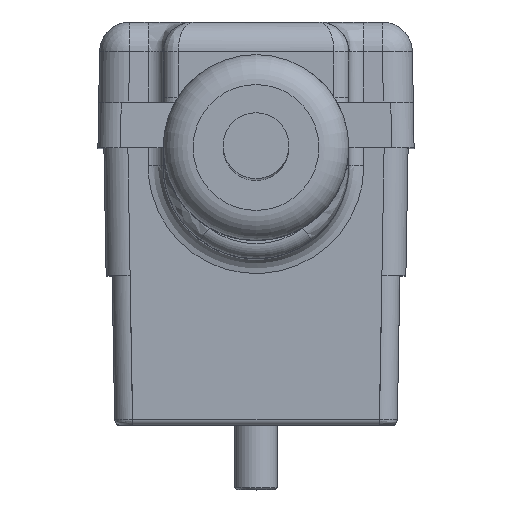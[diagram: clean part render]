
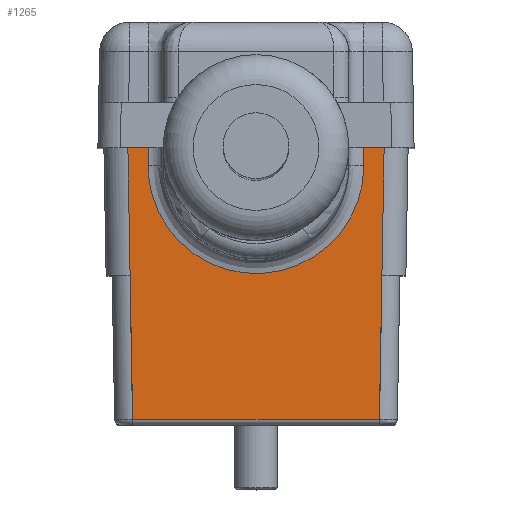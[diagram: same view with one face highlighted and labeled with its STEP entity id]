
A CAD part, top view. The second image highlights one B-rep face of the part: STEP entity #1265.
In plain terms, the highlighted planar face has unit normal (0, -0.018, 1).
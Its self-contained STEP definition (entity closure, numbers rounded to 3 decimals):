
#68=PLANE('',#4041);
#206=FACE_OUTER_BOUND('',#1613,.T.);
#413=ELLIPSE('',#4040,7.201,7.2);
#482=LINE('',#5535,#872);
#483=LINE('',#5538,#873);
#484=LINE('',#5540,#874);
#485=LINE('',#5542,#875);
#486=LINE('',#5544,#876);
#487=LINE('',#5546,#877);
#488=LINE('',#5547,#878);
#489=LINE('',#5551,#879);
#490=LINE('',#5552,#880);
#491=LINE('',#5554,#881);
#492=LINE('',#5556,#882);
#872=VECTOR('',#4414,1.);
#873=VECTOR('',#4415,1.);
#874=VECTOR('',#4416,1.);
#875=VECTOR('',#4417,1.);
#876=VECTOR('',#4418,1.);
#877=VECTOR('',#4419,1.);
#878=VECTOR('',#4420,1.);
#879=VECTOR('',#4423,1.);
#880=VECTOR('',#4424,1.);
#881=VECTOR('',#4425,1.);
#882=VECTOR('',#4426,1.);
#1265=ADVANCED_FACE('',(#206),#68,.T.);
#1613=EDGE_LOOP('',(#1879,#1880,#1881,#1882,#1883,#1884,#1885,#1886,#1887,
#1888,#1889,#1890));
#1879=ORIENTED_EDGE('',*,*,#3372,.T.);
#1880=ORIENTED_EDGE('',*,*,#3373,.T.);
#1881=ORIENTED_EDGE('',*,*,#3374,.T.);
#1882=ORIENTED_EDGE('',*,*,#3375,.T.);
#1883=ORIENTED_EDGE('',*,*,#3376,.F.);
#1884=ORIENTED_EDGE('',*,*,#3377,.T.);
#1885=ORIENTED_EDGE('',*,*,#3378,.T.);
#1886=ORIENTED_EDGE('',*,*,#3379,.T.);
#1887=ORIENTED_EDGE('',*,*,#3380,.T.);
#1888=ORIENTED_EDGE('',*,*,#3381,.T.);
#1889=ORIENTED_EDGE('',*,*,#3382,.T.);
#1890=ORIENTED_EDGE('',*,*,#3383,.T.);
#3004=VERTEX_POINT('',#5518);
#3006=VERTEX_POINT('',#5523);
#3009=VERTEX_POINT('',#5536);
#3010=VERTEX_POINT('',#5537);
#3011=VERTEX_POINT('',#5539);
#3012=VERTEX_POINT('',#5541);
#3013=VERTEX_POINT('',#5543);
#3014=VERTEX_POINT('',#5545);
#3015=VERTEX_POINT('',#5548);
#3016=VERTEX_POINT('',#5550);
#3017=VERTEX_POINT('',#5553);
#3018=VERTEX_POINT('',#5555);
#3372=EDGE_CURVE('',#3009,#3010,#482,.T.);
#3373=EDGE_CURVE('',#3010,#3011,#483,.T.);
#3374=EDGE_CURVE('',#3011,#3012,#484,.T.);
#3375=EDGE_CURVE('',#3012,#3013,#485,.T.);
#3376=EDGE_CURVE('',#3014,#3013,#486,.T.);
#3377=EDGE_CURVE('',#3014,#3006,#487,.T.);
#3378=EDGE_CURVE('',#3006,#3015,#488,.T.);
#3379=EDGE_CURVE('',#3015,#3016,#413,.T.);
#3380=EDGE_CURVE('',#3016,#3004,#489,.T.);
#3381=EDGE_CURVE('',#3004,#3017,#490,.T.);
#3382=EDGE_CURVE('',#3017,#3018,#491,.T.);
#3383=EDGE_CURVE('',#3018,#3009,#492,.T.);
#4040=AXIS2_PLACEMENT_3D('',#5549,#4421,#4422);
#4041=AXIS2_PLACEMENT_3D('',#5557,#4427,#4428);
#4414=DIRECTION('',(0.017,-1.,-0.017));
#4415=DIRECTION('',(1.,0.,0.));
#4416=DIRECTION('',(0.017,1.,0.017));
#4417=DIRECTION('',(1.,0.,0.));
#4418=DIRECTION('',(0.,-1.,-0.017));
#4419=DIRECTION('',(-1.,0.,0.));
#4420=DIRECTION('',(0.,-1.,-0.017));
#4421=DIRECTION('',(0.,0.017,-1.));
#4422=DIRECTION('',(0.,1.,0.017));
#4423=DIRECTION('',(0.,1.,0.017));
#4424=DIRECTION('',(-1.,0.,0.));
#4425=DIRECTION('',(0.,-1.,-0.017));
#4426=DIRECTION('',(1.,0.,0.));
#4427=DIRECTION('',(0.,-0.017,1.));
#4428=DIRECTION('',(-1.,0.,0.));
#5518=CARTESIAN_POINT('',(-7.2,1.5,-5.574));
#5523=CARTESIAN_POINT('',(7.2,1.5,-5.574));
#5535=CARTESIAN_POINT('',(-8.402,-8.472,-5.748));
#5536=CARTESIAN_POINT('',(-8.55,0.,-5.6));
#5537=CARTESIAN_POINT('',(-8.234,-18.107,-5.916));
#5538=CARTESIAN_POINT('',(0.,-18.107,-5.916));
#5539=CARTESIAN_POINT('',(8.234,-18.107,-5.916));
#5540=CARTESIAN_POINT('',(8.551,0.028,-5.6));
#5541=CARTESIAN_POINT('',(8.55,0.,-5.6));
#5542=CARTESIAN_POINT('',(10.15,0.,-5.6));
#5543=CARTESIAN_POINT('',(9.05,0.,-5.6));
#5544=CARTESIAN_POINT('',(9.05,-1.2,-5.621));
#5545=CARTESIAN_POINT('',(9.05,1.5,-5.574));
#5546=CARTESIAN_POINT('',(0.,1.5,-5.574));
#5547=CARTESIAN_POINT('',(7.2,-1.182,-5.621));
#5548=CARTESIAN_POINT('',(7.2,-1.183,-5.621));
#5549=CARTESIAN_POINT('',(0.,-1.183,-5.621));
#5550=CARTESIAN_POINT('',(-7.2,-1.183,-5.621));
#5551=CARTESIAN_POINT('',(-7.2,7.216,-5.474));
#5552=CARTESIAN_POINT('',(0.,1.5,-5.574));
#5553=CARTESIAN_POINT('',(-9.05,1.5,-5.574));
#5554=CARTESIAN_POINT('',(-9.05,2.999,-5.548));
#5555=CARTESIAN_POINT('',(-9.05,0.,-5.6));
#5556=CARTESIAN_POINT('',(-10.55,0.,-5.6));
#5557=CARTESIAN_POINT('',(0.,-1.2,-5.621));
